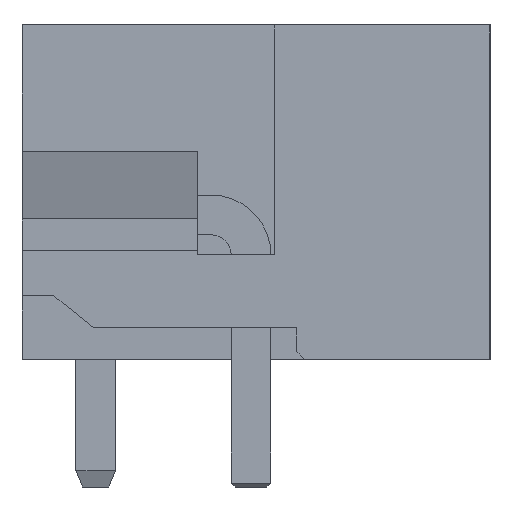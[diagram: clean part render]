
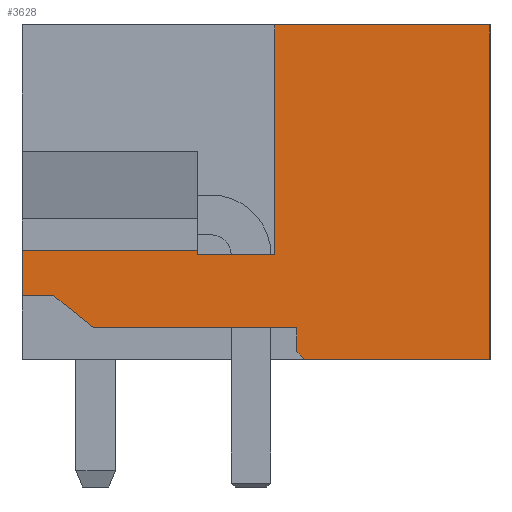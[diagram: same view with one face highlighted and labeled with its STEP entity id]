
A CAD part, left-side view. The second image highlights one B-rep face of the part: STEP entity #3628.
In plain terms, the highlighted planar face has unit normal (-1, 0, 0).
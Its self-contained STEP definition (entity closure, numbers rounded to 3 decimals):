
#3592=AXIS2_PLACEMENT_3D('Plane Axis2P3D',#3589,#3590,#3591) ;
#296=CARTESIAN_POINT('Vertex',(0.,0.,3.2)) ;
#299=CARTESIAN_POINT('Line Origine',(0.,2.325,3.2)) ;
#303=CARTESIAN_POINT('Vertex',(0.,4.65,3.2)) ;
#720=CARTESIAN_POINT('Vertex',(0.,0.,11.6)) ;
#723=CARTESIAN_POINT('Line Origine',(0.,0.,7.4)) ;
#1150=CARTESIAN_POINT('Vertex',(0.,5.4,11.6)) ;
#1153=CARTESIAN_POINT('Line Origine',(0.,2.7,11.6)) ;
#1309=CARTESIAN_POINT('Vertex',(0.,11.75,4.8)) ;
#1312=CARTESIAN_POINT('Line Origine',(0.,11.75,5.365)) ;
#1316=CARTESIAN_POINT('Vertex',(0.,11.75,5.93)) ;
#3107=CARTESIAN_POINT('Line Origine',(0.,11.35,4.8)) ;
#3111=CARTESIAN_POINT('Vertex',(0.,10.95,4.8)) ;
#3179=CARTESIAN_POINT('Line Origine',(0.,10.45,4.4)) ;
#3183=CARTESIAN_POINT('Vertex',(0.,9.95,4.)) ;
#3203=CARTESIAN_POINT('Line Origine',(0.,4.75,3.3)) ;
#3207=CARTESIAN_POINT('Vertex',(0.,4.85,3.4)) ;
#3227=CARTESIAN_POINT('Line Origine',(0.,4.85,3.7)) ;
#3231=CARTESIAN_POINT('Vertex',(0.,4.85,4.)) ;
#3251=CARTESIAN_POINT('Line Origine',(0.,7.4,4.)) ;
#3274=CARTESIAN_POINT('Vertex',(0.,7.35,5.93)) ;
#3282=CARTESIAN_POINT('Line Origine',(0.,9.55,5.93)) ;
#3589=CARTESIAN_POINT('Axis2P3D Location',(0.,0.,0.)) ;
#3594=CARTESIAN_POINT('Line Origine',(0.,5.4,8.715)) ;
#3598=CARTESIAN_POINT('Vertex',(0.,5.4,5.83)) ;
#3601=CARTESIAN_POINT('Line Origine',(0.,6.375,5.83)) ;
#3605=CARTESIAN_POINT('Vertex',(0.,7.35,5.83)) ;
#3608=CARTESIAN_POINT('Line Origine',(0.,7.35,5.88)) ;
#300=DIRECTION('Vector Direction',(0.,1.,0.)) ;
#724=DIRECTION('Vector Direction',(0.,0.,1.)) ;
#1154=DIRECTION('Vector Direction',(0.,-1.,0.)) ;
#1313=DIRECTION('Vector Direction',(0.,0.,-1.)) ;
#3108=DIRECTION('Vector Direction',(0.,-1.,0.)) ;
#3180=DIRECTION('Vector Direction',(0.,-0.781,-0.625)) ;
#3204=DIRECTION('Vector Direction',(0.,-0.707,-0.707)) ;
#3228=DIRECTION('Vector Direction',(0.,0.,-1.)) ;
#3252=DIRECTION('Vector Direction',(0.,-1.,0.)) ;
#3283=DIRECTION('Vector Direction',(0.,1.,0.)) ;
#3590=DIRECTION('Axis2P3D Direction',(-1.,0.,0.)) ;
#3591=DIRECTION('Axis2P3D XDirection',(0.,-1.,0.)) ;
#3595=DIRECTION('Vector Direction',(0.,0.,-1.)) ;
#3602=DIRECTION('Vector Direction',(0.,1.,0.)) ;
#3609=DIRECTION('Vector Direction',(0.,0.,-1.)) ;
#301=VECTOR('Line Direction',#300,1.) ;
#725=VECTOR('Line Direction',#724,1.) ;
#1155=VECTOR('Line Direction',#1154,1.) ;
#1314=VECTOR('Line Direction',#1313,1.) ;
#3109=VECTOR('Line Direction',#3108,1.) ;
#3181=VECTOR('Line Direction',#3180,1.) ;
#3205=VECTOR('Line Direction',#3204,1.) ;
#3229=VECTOR('Line Direction',#3228,1.) ;
#3253=VECTOR('Line Direction',#3252,1.) ;
#3284=VECTOR('Line Direction',#3283,1.) ;
#3596=VECTOR('Line Direction',#3595,1.) ;
#3603=VECTOR('Line Direction',#3602,1.) ;
#3610=VECTOR('Line Direction',#3609,1.) ;
#3614=ORIENTED_EDGE('',*,*,#3286,.T.) ;
#3615=ORIENTED_EDGE('',*,*,#1318,.T.) ;
#3616=ORIENTED_EDGE('',*,*,#3113,.F.) ;
#3617=ORIENTED_EDGE('',*,*,#3185,.F.) ;
#3618=ORIENTED_EDGE('',*,*,#3255,.F.) ;
#3619=ORIENTED_EDGE('',*,*,#3233,.F.) ;
#3620=ORIENTED_EDGE('',*,*,#3209,.F.) ;
#3621=ORIENTED_EDGE('',*,*,#305,.T.) ;
#3622=ORIENTED_EDGE('',*,*,#727,.T.) ;
#3623=ORIENTED_EDGE('',*,*,#1157,.T.) ;
#3624=ORIENTED_EDGE('',*,*,#3600,.T.) ;
#3625=ORIENTED_EDGE('',*,*,#3607,.T.) ;
#3626=ORIENTED_EDGE('',*,*,#3612,.F.) ;
#3628=ADVANCED_FACE('HOUSING',(#3627),#3593,.T.) ;
#305=EDGE_CURVE('',#304,#297,#302,.F.) ;
#727=EDGE_CURVE('',#297,#721,#726,.T.) ;
#1157=EDGE_CURVE('',#721,#1151,#1156,.F.) ;
#1318=EDGE_CURVE('',#1317,#1310,#1315,.T.) ;
#3113=EDGE_CURVE('',#3112,#1310,#3110,.F.) ;
#3185=EDGE_CURVE('',#3184,#3112,#3182,.F.) ;
#3209=EDGE_CURVE('',#304,#3208,#3206,.F.) ;
#3233=EDGE_CURVE('',#3208,#3232,#3230,.F.) ;
#3255=EDGE_CURVE('',#3232,#3184,#3254,.F.) ;
#3286=EDGE_CURVE('',#3275,#1317,#3285,.T.) ;
#3600=EDGE_CURVE('',#1151,#3599,#3597,.T.) ;
#3607=EDGE_CURVE('',#3599,#3606,#3604,.T.) ;
#3612=EDGE_CURVE('',#3275,#3606,#3611,.T.) ;
#3613=EDGE_LOOP('',(#3614,#3615,#3616,#3617,#3618,#3619,#3620,#3621,#3622,#3623,#3624,#3625,#3626)) ;
#3627=FACE_OUTER_BOUND('',#3613,.T.) ;
#302=LINE('Line',#299,#301) ;
#726=LINE('Line',#723,#725) ;
#1156=LINE('Line',#1153,#1155) ;
#1315=LINE('Line',#1312,#1314) ;
#3110=LINE('Line',#3107,#3109) ;
#3182=LINE('Line',#3179,#3181) ;
#3206=LINE('Line',#3203,#3205) ;
#3230=LINE('Line',#3227,#3229) ;
#3254=LINE('Line',#3251,#3253) ;
#3285=LINE('Line',#3282,#3284) ;
#3597=LINE('Line',#3594,#3596) ;
#3604=LINE('Line',#3601,#3603) ;
#3611=LINE('Line',#3608,#3610) ;
#3593=PLANE('',#3592) ;
#297=VERTEX_POINT('',#296) ;
#304=VERTEX_POINT('',#303) ;
#721=VERTEX_POINT('',#720) ;
#1151=VERTEX_POINT('',#1150) ;
#1310=VERTEX_POINT('',#1309) ;
#1317=VERTEX_POINT('',#1316) ;
#3112=VERTEX_POINT('',#3111) ;
#3184=VERTEX_POINT('',#3183) ;
#3208=VERTEX_POINT('',#3207) ;
#3232=VERTEX_POINT('',#3231) ;
#3275=VERTEX_POINT('',#3274) ;
#3599=VERTEX_POINT('',#3598) ;
#3606=VERTEX_POINT('',#3605) ;
